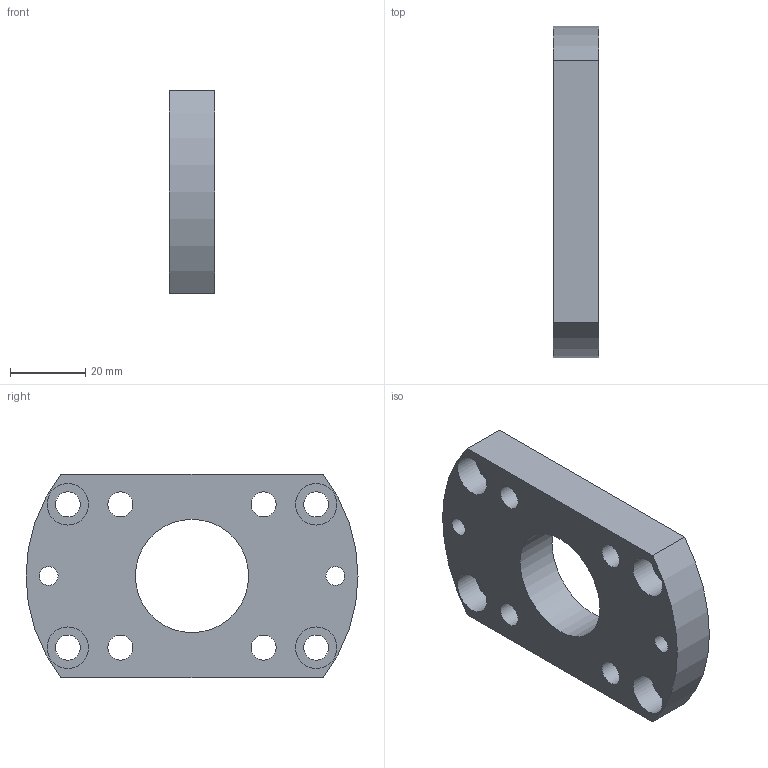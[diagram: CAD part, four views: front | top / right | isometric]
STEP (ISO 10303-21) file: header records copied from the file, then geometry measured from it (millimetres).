
FILE_DESCRIPTION(/* description */ ('Platte'),/* implementation_level */ '2;1');
FILE_NAME(/* name */ '00038990.stp',/* time_stamp */ '2023-08-24T15:52:08+02:00',/* author */ ('MD31'),/* organization */ (''),/* preprocessor_version */ 'ST-DEVELOPER v19.2',/* originating_system */ 'Autodesk Inventor 2023',/* authorisation */ '');
FILE_SCHEMA (('AUTOMOTIVE_DESIGN { 1 0 10303 214 3 1 1 }'));
Length unit declared in the file: millimetre
Products named in the file (1): 00038990
Bounding box: 12 x 88 x 54 mm (x, y, z)
Volume: 37663 mm3; surface area: 14142 mm2
Topology: 1 solids, 1 shells, 33 faces, 69 edges, 46 vertices
Faces by surface type: cylinder 21, plane 12
Full cylindrical faces by diameter (mm): 5 x2, 6.6 x8, 11 x8, 30 x1
Entity records: 992 total; most frequent: DIRECTION 179, CARTESIAN_POINT 149, ORIENTED_EDGE 138, AXIS2_PLACEMENT_3D 76, EDGE_CURVE 69, EDGE_LOOP 63, VERTEX_POINT 46, CIRCLE 42
